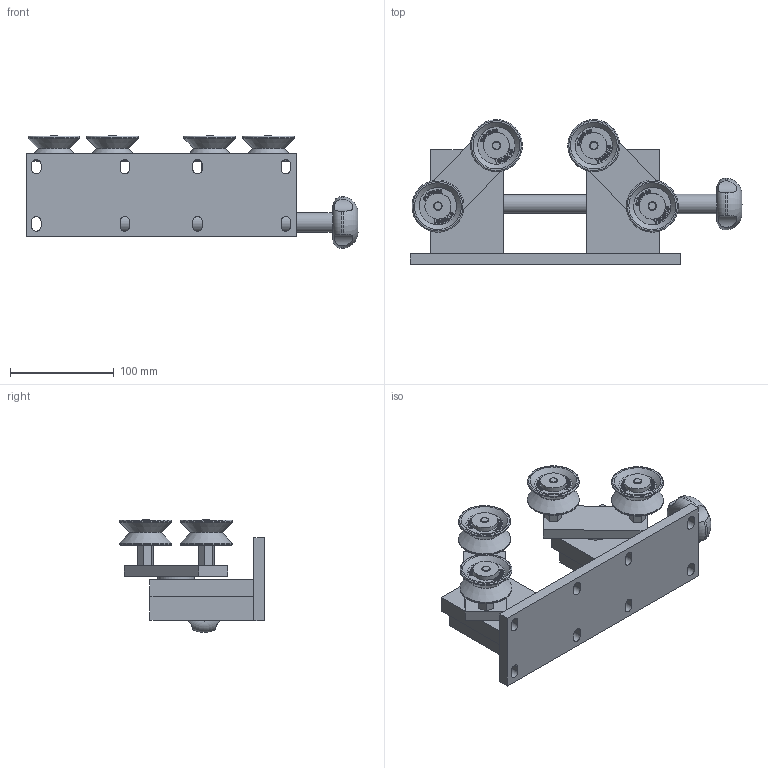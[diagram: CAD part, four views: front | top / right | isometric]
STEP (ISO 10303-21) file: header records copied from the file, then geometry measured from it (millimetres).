
FILE_DESCRIPTION (( 'STEP AP203' ), '1' );
FILE_NAME ('250814 STEP 3-401341-00_13227A.STEP', '2025-08-14T06:51:12', ( '' ), ( '' ), 'SwSTEP 2.0', 'SolidWorks 2024', '' );
FILE_SCHEMA (( 'CONFIG_CONTROL_DESIGN' ));
Products named in the file (1): 250814 STEP 3-401341-00_13227A
Bounding box: 319.49 x 139.13 x 108.69 mm (x, y, z)
Volume: 917676.3 mm3; surface area: 169378.4 mm2
Topology: 1 solids, 7 shells, 1134 faces, 2983 edges, 1990 vertices
Faces by surface type: plane 541, bspline 504, cylinder 51, cone 22, torus 16
Full cylindrical faces by diameter (mm): 5 x6, 18 x1, 19 x1, 25 x8, 35 x2, 50 x8
Entity records: 59698 total; most frequent: CARTESIAN_POINT 35398, ORIENTED_EDGE 5768, DIRECTION 3265, EDGE_CURVE 2884, VERTEX_POINT 1955, LINE 1729, VECTOR 1729, EDGE_LOOP 1343
